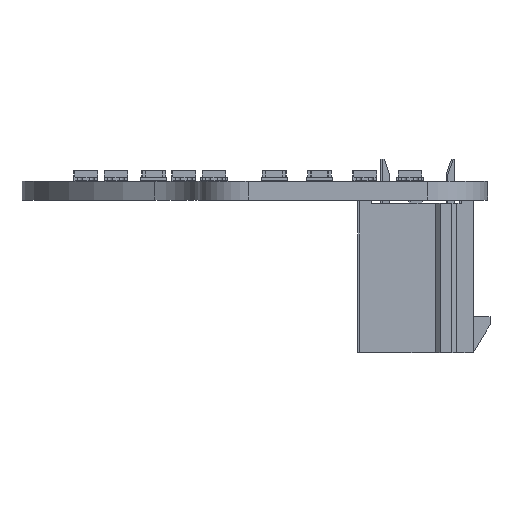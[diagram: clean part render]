
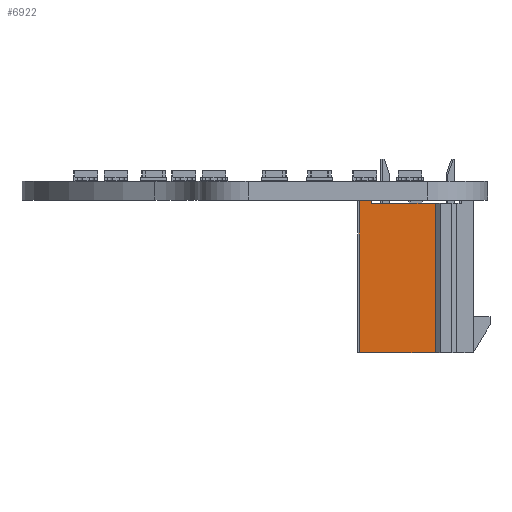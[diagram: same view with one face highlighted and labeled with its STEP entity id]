
A CAD part, left-side view. The second image highlights one B-rep face of the part: STEP entity #6922.
In plain terms, the highlighted planar face has unit normal (-1, 0, 0).
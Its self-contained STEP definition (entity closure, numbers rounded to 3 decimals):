
#5713 = PLANE('',#5714);
#5714 = AXIS2_PLACEMENT_3D('',#5715,#5716,#5717);
#5715 = CARTESIAN_POINT('',(-4.8,12.8,4.8));
#5716 = DIRECTION('',(0.,0.,1.));
#5717 = DIRECTION('',(1.,-0.,0.));
#5949 = PLANE('',#5950);
#5950 = AXIS2_PLACEMENT_3D('',#5951,#5952,#5953);
#5951 = CARTESIAN_POINT('',(-4.8,12.8,-4.8));
#5952 = DIRECTION('',(0.,1.,0.));
#5953 = DIRECTION('',(1.,0.,-0.));
#6646 = PLANE('',#6647);
#6647 = AXIS2_PLACEMENT_3D('',#6648,#6649,#6650);
#6648 = CARTESIAN_POINT('',(1.1,0.,3.8));
#6649 = DIRECTION('',(0.,0.,1.));
#6650 = DIRECTION('',(1.,-0.,0.));
#6922 = ADVANCED_FACE('',(#6923),#6937,.F.);
#6923 = FACE_BOUND('',#6924,.F.);
#6924 = EDGE_LOOP('',(#6925,#6960,#6983,#7006,#7034,#7057));
#6925 = ORIENTED_EDGE('',*,*,#6926,.T.);
#6926 = EDGE_CURVE('',#6927,#6929,#6931,.T.);
#6927 = VERTEX_POINT('',#6928);
#6928 = CARTESIAN_POINT('',(-4.8,0.2,-1.59));
#6929 = VERTEX_POINT('',#6930);
#6930 = CARTESIAN_POINT('',(-4.8,12.8,-1.59));
#6931 = SURFACE_CURVE('',#6932,(#6936,#6948),.PCURVE_S1.);
#6932 = LINE('',#6933,#6934);
#6933 = CARTESIAN_POINT('',(-4.8,0.2,-1.59)
  );
#6934 = VECTOR('',#6935,1.);
#6935 = DIRECTION('',(0.,1.,0.));
#6936 = PCURVE('',#6937,#6942);
#6937 = PLANE('',#6938);
#6938 = AXIS2_PLACEMENT_3D('',#6939,#6940,#6941);
#6939 = CARTESIAN_POINT('',(-4.8,0.,0.));
#6940 = DIRECTION('',(1.,0.,0.));
#6941 = DIRECTION('',(0.,1.,-0.));
#6942 = DEFINITIONAL_REPRESENTATION('',(#6943),#6947);
#6943 = LINE('',#6944,#6945);
#6944 = CARTESIAN_POINT('',(0.2,-1.59));
#6945 = VECTOR('',#6946,1.);
#6946 = DIRECTION('',(1.,0.));
#6947 = ( GEOMETRIC_REPRESENTATION_CONTEXT(2) 
PARAMETRIC_REPRESENTATION_CONTEXT() REPRESENTATION_CONTEXT('2D SPACE',''
  ) );
#6948 = PCURVE('',#6949,#6954);
#6949 = PLANE('',#6950);
#6950 = AXIS2_PLACEMENT_3D('',#6951,#6952,#6953);
#6951 = CARTESIAN_POINT('',(-4.8,12.8,-1.59));
#6952 = DIRECTION('',(-0.707,0.,0.707));
#6953 = DIRECTION('',(0.,1.,0.));
#6954 = DEFINITIONAL_REPRESENTATION('',(#6955),#6959);
#6955 = LINE('',#6956,#6957);
#6956 = CARTESIAN_POINT('',(-12.6,0.));
#6957 = VECTOR('',#6958,1.);
#6958 = DIRECTION('',(1.,0.));
#6959 = ( GEOMETRIC_REPRESENTATION_CONTEXT(2) 
PARAMETRIC_REPRESENTATION_CONTEXT() REPRESENTATION_CONTEXT('2D SPACE',''
  ) );
#6960 = ORIENTED_EDGE('',*,*,#6961,.T.);
#6961 = EDGE_CURVE('',#6929,#6962,#6964,.T.);
#6962 = VERTEX_POINT('',#6963);
#6963 = CARTESIAN_POINT('',(-4.8,12.8,4.8));
#6964 = SURFACE_CURVE('',#6965,(#6969,#6976),.PCURVE_S1.);
#6965 = LINE('',#6966,#6967);
#6966 = CARTESIAN_POINT('',(-4.8,12.8,-1.59
    ));
#6967 = VECTOR('',#6968,1.);
#6968 = DIRECTION('',(0.,0.,1.));
#6969 = PCURVE('',#6937,#6970);
#6970 = DEFINITIONAL_REPRESENTATION('',(#6971),#6975);
#6971 = LINE('',#6972,#6973);
#6972 = CARTESIAN_POINT('',(12.8,-1.59));
#6973 = VECTOR('',#6974,1.);
#6974 = DIRECTION('',(0.,1.));
#6975 = ( GEOMETRIC_REPRESENTATION_CONTEXT(2) 
PARAMETRIC_REPRESENTATION_CONTEXT() REPRESENTATION_CONTEXT('2D SPACE',''
  ) );
#6976 = PCURVE('',#5949,#6977);
#6977 = DEFINITIONAL_REPRESENTATION('',(#6978),#6982);
#6978 = LINE('',#6979,#6980);
#6979 = CARTESIAN_POINT('',(0.,-3.21));
#6980 = VECTOR('',#6981,1.);
#6981 = DIRECTION('',(0.,-1.));
#6982 = ( GEOMETRIC_REPRESENTATION_CONTEXT(2) 
PARAMETRIC_REPRESENTATION_CONTEXT() REPRESENTATION_CONTEXT('2D SPACE',''
  ) );
#6983 = ORIENTED_EDGE('',*,*,#6984,.T.);
#6984 = EDGE_CURVE('',#6962,#6985,#6987,.T.);
#6985 = VERTEX_POINT('',#6986);
#6986 = CARTESIAN_POINT('',(-4.8,0.,4.8));
#6987 = SURFACE_CURVE('',#6988,(#6992,#6999),.PCURVE_S1.);
#6988 = LINE('',#6989,#6990);
#6989 = CARTESIAN_POINT('',(-4.8,12.8,4.8)
  );
#6990 = VECTOR('',#6991,1.);
#6991 = DIRECTION('',(0.,-1.,0.));
#6992 = PCURVE('',#6937,#6993);
#6993 = DEFINITIONAL_REPRESENTATION('',(#6994),#6998);
#6994 = LINE('',#6995,#6996);
#6995 = CARTESIAN_POINT('',(12.8,4.8));
#6996 = VECTOR('',#6997,1.);
#6997 = DIRECTION('',(-1.,0.));
#6998 = ( GEOMETRIC_REPRESENTATION_CONTEXT(2) 
PARAMETRIC_REPRESENTATION_CONTEXT() REPRESENTATION_CONTEXT('2D SPACE',''
  ) );
#6999 = PCURVE('',#5713,#7000);
#7000 = DEFINITIONAL_REPRESENTATION('',(#7001),#7005);
#7001 = LINE('',#7002,#7003);
#7002 = CARTESIAN_POINT('',(0.,0.));
#7003 = VECTOR('',#7004,1.);
#7004 = DIRECTION('',(0.,-1.));
#7005 = ( GEOMETRIC_REPRESENTATION_CONTEXT(2) 
PARAMETRIC_REPRESENTATION_CONTEXT() REPRESENTATION_CONTEXT('2D SPACE',''
  ) );
#7006 = ORIENTED_EDGE('',*,*,#7007,.T.);
#7007 = EDGE_CURVE('',#6985,#7008,#7010,.T.);
#7008 = VERTEX_POINT('',#7009);
#7009 = CARTESIAN_POINT('',(-4.8,0.,3.8));
#7010 = SURFACE_CURVE('',#7011,(#7015,#7022),.PCURVE_S1.);
#7011 = LINE('',#7012,#7013);
#7012 = CARTESIAN_POINT('',(-4.8,0.,4.8));
#7013 = VECTOR('',#7014,1.);
#7014 = DIRECTION('',(0.,0.,-1.));
#7015 = PCURVE('',#6937,#7016);
#7016 = DEFINITIONAL_REPRESENTATION('',(#7017),#7021);
#7017 = LINE('',#7018,#7019);
#7018 = CARTESIAN_POINT('',(0.,4.8));
#7019 = VECTOR('',#7020,1.);
#7020 = DIRECTION('',(0.,-1.));
#7021 = ( GEOMETRIC_REPRESENTATION_CONTEXT(2) 
PARAMETRIC_REPRESENTATION_CONTEXT() REPRESENTATION_CONTEXT('2D SPACE',''
  ) );
#7022 = PCURVE('',#7023,#7028);
#7023 = PLANE('',#7024);
#7024 = AXIS2_PLACEMENT_3D('',#7025,#7026,#7027);
#7025 = CARTESIAN_POINT('',(-4.8,0.,4.8));
#7026 = DIRECTION('',(0.,-1.,0.));
#7027 = DIRECTION('',(0.,0.,-1.));
#7028 = DEFINITIONAL_REPRESENTATION('',(#7029),#7033);
#7029 = LINE('',#7030,#7031);
#7030 = CARTESIAN_POINT('',(0.,0.));
#7031 = VECTOR('',#7032,1.);
#7032 = DIRECTION('',(1.,0.));
#7033 = ( GEOMETRIC_REPRESENTATION_CONTEXT(2) 
PARAMETRIC_REPRESENTATION_CONTEXT() REPRESENTATION_CONTEXT('2D SPACE',''
  ) );
#7034 = ORIENTED_EDGE('',*,*,#7035,.T.);
#7035 = EDGE_CURVE('',#7008,#7036,#7038,.T.);
#7036 = VERTEX_POINT('',#7037);
#7037 = CARTESIAN_POINT('',(-4.8,0.2,3.8));
#7038 = SURFACE_CURVE('',#7039,(#7043,#7050),.PCURVE_S1.);
#7039 = LINE('',#7040,#7041);
#7040 = CARTESIAN_POINT('',(-4.8,0.,3.8));
#7041 = VECTOR('',#7042,1.);
#7042 = DIRECTION('',(0.,1.,0.));
#7043 = PCURVE('',#6937,#7044);
#7044 = DEFINITIONAL_REPRESENTATION('',(#7045),#7049);
#7045 = LINE('',#7046,#7047);
#7046 = CARTESIAN_POINT('',(0.,3.8));
#7047 = VECTOR('',#7048,1.);
#7048 = DIRECTION('',(1.,0.));
#7049 = ( GEOMETRIC_REPRESENTATION_CONTEXT(2) 
PARAMETRIC_REPRESENTATION_CONTEXT() REPRESENTATION_CONTEXT('2D SPACE',''
  ) );
#7050 = PCURVE('',#6646,#7051);
#7051 = DEFINITIONAL_REPRESENTATION('',(#7052),#7056);
#7052 = LINE('',#7053,#7054);
#7053 = CARTESIAN_POINT('',(-5.9,0.));
#7054 = VECTOR('',#7055,1.);
#7055 = DIRECTION('',(0.,1.));
#7056 = ( GEOMETRIC_REPRESENTATION_CONTEXT(2) 
PARAMETRIC_REPRESENTATION_CONTEXT() REPRESENTATION_CONTEXT('2D SPACE',''
  ) );
#7057 = ORIENTED_EDGE('',*,*,#7058,.F.);
#7058 = EDGE_CURVE('',#6927,#7036,#7059,.T.);
#7059 = SURFACE_CURVE('',#7060,(#7064,#7071),.PCURVE_S1.);
#7060 = LINE('',#7061,#7062);
#7061 = CARTESIAN_POINT('',(-4.8,0.2,-1.59)
  );
#7062 = VECTOR('',#7063,1.);
#7063 = DIRECTION('',(0.,0.,1.));
#7064 = PCURVE('',#6937,#7065);
#7065 = DEFINITIONAL_REPRESENTATION('',(#7066),#7070);
#7066 = LINE('',#7067,#7068);
#7067 = CARTESIAN_POINT('',(0.2,-1.59));
#7068 = VECTOR('',#7069,1.);
#7069 = DIRECTION('',(0.,1.));
#7070 = ( GEOMETRIC_REPRESENTATION_CONTEXT(2) 
PARAMETRIC_REPRESENTATION_CONTEXT() REPRESENTATION_CONTEXT('2D SPACE',''
  ) );
#7071 = PCURVE('',#7072,#7077);
#7072 = PLANE('',#7073);
#7073 = AXIS2_PLACEMENT_3D('',#7074,#7075,#7076);
#7074 = CARTESIAN_POINT('',(-4.8,0.2,0.));
#7075 = DIRECTION('',(0.,-1.,0.));
#7076 = DIRECTION('',(0.,0.,-1.));
#7077 = DEFINITIONAL_REPRESENTATION('',(#7078),#7082);
#7078 = LINE('',#7079,#7080);
#7079 = CARTESIAN_POINT('',(1.59,0.));
#7080 = VECTOR('',#7081,1.);
#7081 = DIRECTION('',(-1.,0.));
#7082 = ( GEOMETRIC_REPRESENTATION_CONTEXT(2) 
PARAMETRIC_REPRESENTATION_CONTEXT() REPRESENTATION_CONTEXT('2D SPACE',''
  ) );
